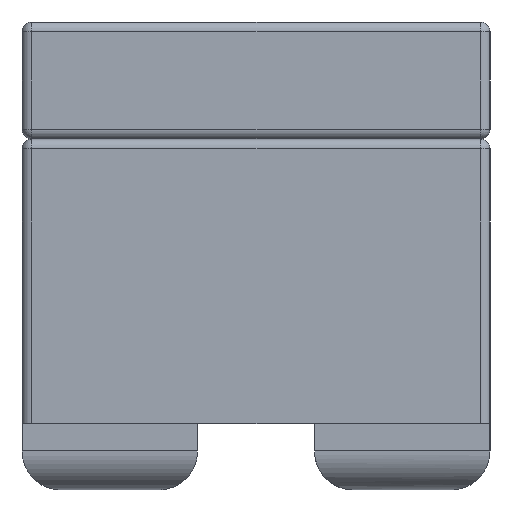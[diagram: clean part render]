
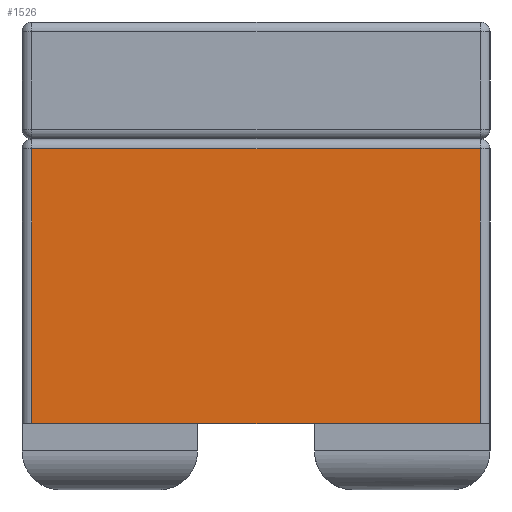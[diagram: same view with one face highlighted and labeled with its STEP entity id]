
A CAD part, left-side view. The second image highlights one B-rep face of the part: STEP entity #1526.
In plain terms, the highlighted planar face has unit normal (-1, 0, 0).
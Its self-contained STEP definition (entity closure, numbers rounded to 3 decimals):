
#78=PLANE('',#1730);
#146=LINE('',#2488,#286);
#151=LINE('',#2502,#291);
#153=LINE('',#2508,#293);
#160=LINE('',#2525,#300);
#286=VECTOR('',#2001,10.);
#291=VECTOR('',#2018,10.);
#293=VECTOR('',#2024,10.);
#300=VECTOR('',#2043,10.);
#482=FACE_OUTER_BOUND('',#590,.T.);
#590=EDGE_LOOP('',(#1188,#1189,#1190,#1191));
#748=VERTEX_POINT('',#2481);
#750=VERTEX_POINT('',#2486);
#752=VERTEX_POINT('',#2492);
#754=VERTEX_POINT('',#2504);
#896=EDGE_CURVE('',#750,#748,#146,.T.);
#904=EDGE_CURVE('',#748,#752,#151,.T.);
#907=EDGE_CURVE('',#752,#754,#153,.T.);
#916=EDGE_CURVE('',#754,#750,#160,.T.);
#1188=ORIENTED_EDGE('',*,*,#907,.F.);
#1189=ORIENTED_EDGE('',*,*,#904,.F.);
#1190=ORIENTED_EDGE('',*,*,#896,.F.);
#1191=ORIENTED_EDGE('',*,*,#916,.F.);
#1526=ADVANCED_FACE('',(#482),#78,.F.);
#1730=AXIS2_PLACEMENT_3D('',#2524,#2041,#2042);
#2001=DIRECTION('',(0.,0.,1.));
#2018=DIRECTION('',(0.,-1.,0.));
#2024=DIRECTION('',(0.,0.,-1.));
#2041=DIRECTION('center_axis',(1.,0.,0.));
#2042=DIRECTION('ref_axis',(0.,0.,-1.));
#2043=DIRECTION('',(0.,1.,0.));
#2481=CARTESIAN_POINT('',(-0.4,0.275,-0.025));
#2486=CARTESIAN_POINT('',(-0.4,0.275,-0.73));
#2488=CARTESIAN_POINT('',(-0.4,0.275,-0.365));
#2492=CARTESIAN_POINT('',(-0.4,-0.875,-0.025));
#2502=CARTESIAN_POINT('',(-0.4,-0.3,-0.025));
#2504=CARTESIAN_POINT('',(-0.4,-0.875,-0.73));
#2508=CARTESIAN_POINT('',(-0.4,-0.875,-0.365));
#2524=CARTESIAN_POINT('Origin',(-0.4,-0.3,-0.365));
#2525=CARTESIAN_POINT('',(-0.4,-0.3,-0.73));
